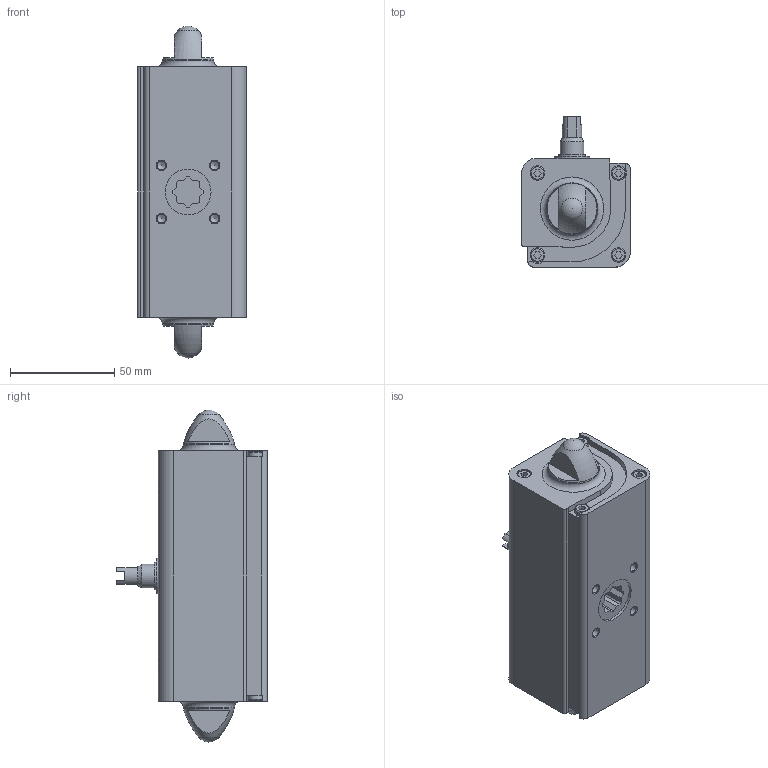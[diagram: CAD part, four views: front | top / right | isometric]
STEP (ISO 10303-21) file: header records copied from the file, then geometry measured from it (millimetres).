
FILE_DESCRIPTION(/* description */ ('STEP AP214'),/* implementation_level */ '2;1');
FILE_NAME(/* name */ '8030599_DAPS-0015-090-R-F03-T4',/* time_stamp */ '2024-08-13T15:16:36+02:00',/* author */ ('License CC BY-ND 4.0'),/* organization */ ('CADENAS'),/* preprocessor_version */ 'ST-DEVELOPER v19.3',/* originating_system */ 'PARTsolutions',/* authorisation */ ' ');
FILE_SCHEMA (('AUTOMOTIVE_DESIGN {1 0 10303 214 3 1 1}'));
Length unit declared in the file: millimetre
Products named in the file (3): 8030599 DAPS-0015-090-R-F03-T4---0; 8030599 DAPS-0015-090-R-F03-T4---(1); 8030599 DAPS-0015-090-R-F03-T4---(2)
Assembly tree (2 placements, depth 2):
  8030599 DAPS-0015-090-R-F03-T4---0
    8030599 DAPS-0015-090-R-F03-T4---(1)
    8030599 DAPS-0015-090-R-F03-T4---(2)
Bounding box: 52.2 x 72.2 x 159 mm (x, y, z)
Volume: 319835.7 mm3; surface area: 42024.9 mm2
Topology: 2 solids, 2 shells, 243 faces, 619 edges, 398 vertices
Faces by surface type: plane 140, cylinder 55, cone 32, torus 14, sphere 2
Full cylindrical faces by diameter (mm): 4.134 x12, 4.917 x1, 7 x8, 8.566 x2, 11.2 x1, 13 x1, 17 x2, 22 x2
Entity records: 6742 total; most frequent: CARTESIAN_POINT 1209, DIRECTION 1144, ORIENTED_EDGE 1002, EDGE_CURVE 501, AXIS2_PLACEMENT_3D 409, VERTEX_POINT 374, FACE_BOUND 357, EDGE_LOOP 342
